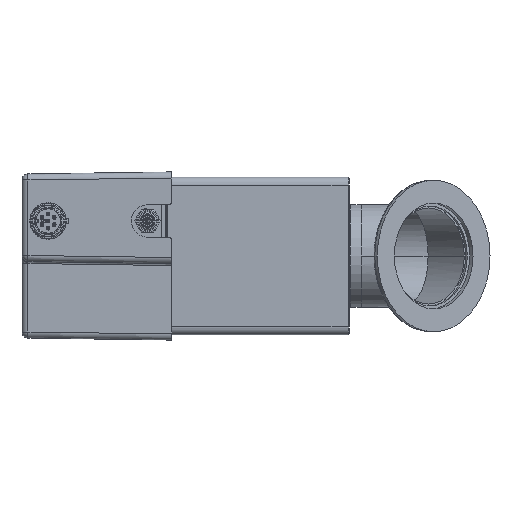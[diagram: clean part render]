
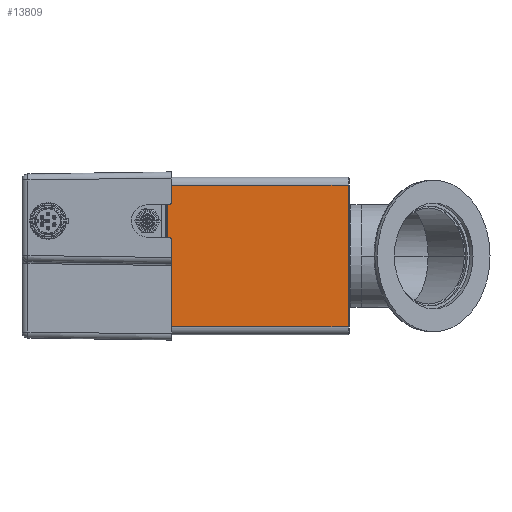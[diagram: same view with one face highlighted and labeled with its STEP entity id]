
A CAD part, left-side view. The second image highlights one B-rep face of the part: STEP entity #13809.
In plain terms, the highlighted planar face has unit normal (-1, 0, 0).
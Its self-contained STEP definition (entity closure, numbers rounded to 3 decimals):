
#6406 = LINE ( 'NONE', #32959, #29384 ) ;
#6830 = LINE ( 'NONE', #20433, #10124 ) ;
#6835 = ORIENTED_EDGE ( 'NONE', *, *, #47849, .T. ) ;
#7075 = CARTESIAN_POINT ( 'NONE',  ( -39., 89.801, 35. ) ) ;
#9408 = FACE_OUTER_BOUND ( 'NONE', #56504, .T. ) ;
#10124 = VECTOR ( 'NONE', #50551, 1000. ) ;
#10888 = CARTESIAN_POINT ( 'NONE',  ( -39., 0.5, -35. ) ) ;
#13809 = ADVANCED_FACE ( 'NONE', ( #9408 ), #18865, .T. ) ;
#15581 = DIRECTION ( 'NONE',  ( 0., -1., 0. ) ) ;
#16403 = VERTEX_POINT ( 'NONE', #33024 ) ;
#18058 = AXIS2_PLACEMENT_3D ( 'NONE', #45394, #27109, #36840 ) ;
#18865 = PLANE ( 'NONE',  #18058 ) ;
#20433 = CARTESIAN_POINT ( 'NONE',  ( -39., 0.5, 35. ) ) ;
#20614 = VERTEX_POINT ( 'NONE', #7075 ) ;
#21140 = CARTESIAN_POINT ( 'NONE',  ( -39., 0.5, 35. ) ) ;
#23287 = ORIENTED_EDGE ( 'NONE', *, *, #55523, .T. ) ;
#25629 = DIRECTION ( 'NONE',  ( 0., -1., 0. ) ) ;
#27109 = DIRECTION ( 'NONE',  ( -1., 0., 0. ) ) ;
#29384 = VECTOR ( 'NONE', #15581, 1000. ) ;
#30003 = CARTESIAN_POINT ( 'NONE',  ( -39., 90.301, 35. ) ) ;
#32959 = CARTESIAN_POINT ( 'NONE',  ( -39., 90.301, -35. ) ) ;
#33024 = CARTESIAN_POINT ( 'NONE',  ( -39., 89.801, -35. ) ) ;
#35766 = EDGE_CURVE ( 'NONE', #46143, #42216, #6830, .T. ) ;
#36840 = DIRECTION ( 'NONE',  ( 0., 0., 1. ) ) ;
#38435 = ORIENTED_EDGE ( 'NONE', *, *, #35766, .T. ) ;
#42216 = VERTEX_POINT ( 'NONE', #21140 ) ;
#45394 = CARTESIAN_POINT ( 'NONE',  ( -39., 90.301, 0. ) ) ;
#45891 = VECTOR ( 'NONE', #51210, 1000. ) ;
#46143 = VERTEX_POINT ( 'NONE', #10888 ) ;
#46768 = LINE ( 'NONE', #47339, #45891 ) ;
#47339 = CARTESIAN_POINT ( 'NONE',  ( -39., 89.801, 0. ) ) ;
#47849 = EDGE_CURVE ( 'NONE', #16403, #46143, #6406, .T. ) ;
#50551 = DIRECTION ( 'NONE',  ( 0., 0., 1. ) ) ;
#51210 = DIRECTION ( 'NONE',  ( 0., 0., -1. ) ) ;
#51498 = VECTOR ( 'NONE', #25629, 1000. ) ;
#52474 = LINE ( 'NONE', #30003, #51498 ) ;
#55523 = EDGE_CURVE ( 'NONE', #20614, #16403, #46768, .T. ) ;
#56504 = EDGE_LOOP ( 'NONE', ( #6835, #38435, #57646, #23287 ) ) ;
#57646 = ORIENTED_EDGE ( 'NONE', *, *, #58180, .F. ) ;
#58180 = EDGE_CURVE ( 'NONE', #20614, #42216, #52474, .T. ) ;
